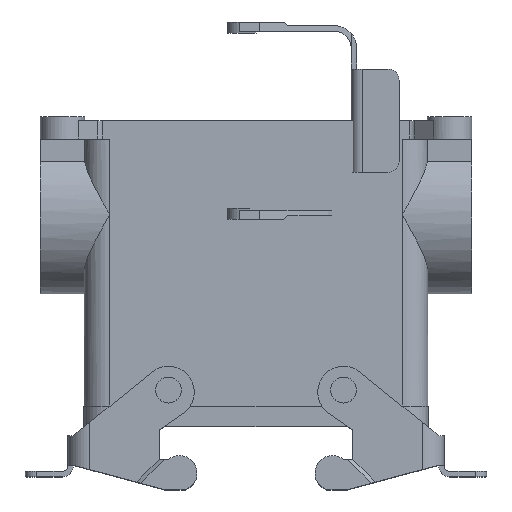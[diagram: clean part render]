
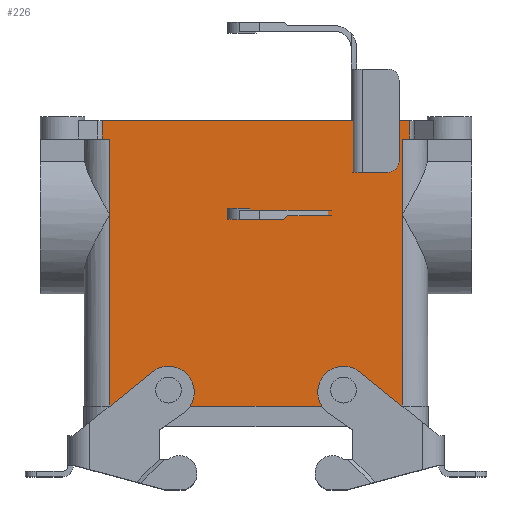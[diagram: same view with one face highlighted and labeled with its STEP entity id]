
A CAD part, top view. The second image highlights one B-rep face of the part: STEP entity #226.
In plain terms, the highlighted planar face has unit normal (0, 0, 1).
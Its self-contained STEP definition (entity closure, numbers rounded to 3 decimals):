
#226 = ADVANCED_FACE( '', ( #619, #620, #621 ), #622, .F. );
#619 = FACE_BOUND( '', #1244, .T. );
#620 = FACE_OUTER_BOUND( '', #1245, .T. );
#621 = FACE_BOUND( '', #1246, .T. );
#622 = PLANE( '', #1247 );
#1244 = EDGE_LOOP( '', ( #1861 ) );
#1245 = EDGE_LOOP( '', ( #1862, #1863, #1864, #1865, #1866, #1867, #1868, #1869, #1870, #1871 ) );
#1246 = EDGE_LOOP( '', ( #1872 ) );
#1247 = AXIS2_PLACEMENT_3D( '', #1873, #1874, #1875 );
#1861 = ORIENTED_EDGE( '', *, *, #3487, .F. );
#1862 = ORIENTED_EDGE( '', *, *, #3488, .T. );
#1863 = ORIENTED_EDGE( '', *, *, #3489, .T. );
#1864 = ORIENTED_EDGE( '', *, *, #3490, .F. );
#1865 = ORIENTED_EDGE( '', *, *, #3491, .T. );
#1866 = ORIENTED_EDGE( '', *, *, #3492, .T. );
#1867 = ORIENTED_EDGE( '', *, *, #3493, .F. );
#1868 = ORIENTED_EDGE( '', *, *, #3494, .F. );
#1869 = ORIENTED_EDGE( '', *, *, #3495, .F. );
#1870 = ORIENTED_EDGE( '', *, *, #3496, .F. );
#1871 = ORIENTED_EDGE( '', *, *, #3497, .T. );
#1872 = ORIENTED_EDGE( '', *, *, #3498, .F. );
#1873 = CARTESIAN_POINT( '', ( 42.515, -5., 21.5 ) );
#1874 = DIRECTION( '', ( 0., 0., -1. ) );
#1875 = DIRECTION( '', ( -1., 0., 0. ) );
#3487 = EDGE_CURVE( '', #4116, #4116, #4117, .F. );
#3488 = EDGE_CURVE( '', #4118, #4119, #4120, .T. );
#3489 = EDGE_CURVE( '', #4119, #4121, #4122, .F. );
#3490 = EDGE_CURVE( '', #4123, #4121, #4124, .T. );
#3491 = EDGE_CURVE( '', #4123, #4125, #4126, .T. );
#3492 = EDGE_CURVE( '', #4125, #4127, #4128, .T. );
#3493 = EDGE_CURVE( '', #4129, #4127, #4130, .T. );
#3494 = EDGE_CURVE( '', #4131, #4129, #4132, .T. );
#3495 = EDGE_CURVE( '', #4133, #4131, #4134, .T. );
#3496 = EDGE_CURVE( '', #4135, #4133, #4136, .T. );
#3497 = EDGE_CURVE( '', #4135, #4118, #4137, .T. );
#3498 = EDGE_CURVE( '', #4138, #4138, #4139, .F. );
#4116 = VERTEX_POINT( '', #5051 );
#4117 = CIRCLE( '', #5052, 2.45 );
#4118 = VERTEX_POINT( '', #5053 );
#4119 = VERTEX_POINT( '', #5054 );
#4120 = LINE( '', #5055, #5056 );
#4121 = VERTEX_POINT( '', #5057 );
#4122 = LINE( '', #5058, #5059 );
#4123 = VERTEX_POINT( '', #5060 );
#4124 = LINE( '', #5061, #5062 );
#4125 = VERTEX_POINT( '', #5063 );
#4126 = LINE( '', #5064, #5065 );
#4127 = VERTEX_POINT( '', #5066 );
#4128 = LINE( '', #5067, #5068 );
#4129 = VERTEX_POINT( '', #5069 );
#4130 = LINE( '', #5070, #5071 );
#4131 = VERTEX_POINT( '', #5072 );
#4132 = LINE( '', #5073, #5074 );
#4133 = VERTEX_POINT( '', #5075 );
#4134 = LINE( '', #5076, #5077 );
#4135 = VERTEX_POINT( '', #5078 );
#4136 = LINE( '', #5079, #5080 );
#4137 = LINE( '', #5081, #5082 );
#4138 = VERTEX_POINT( '', #5083 );
#4139 = CIRCLE( '', #5084, 2.45 );
#5051 = CARTESIAN_POINT( '', ( 21.3, -73.1, 21.5 ) );
#5052 = AXIS2_PLACEMENT_3D( '', #6526, #6527, #6528 );
#5053 = CARTESIAN_POINT( '', ( 41.686, 0., 21.5 ) );
#5054 = CARTESIAN_POINT( '', ( -41.686, 0., 21.5 ) );
#5055 = CARTESIAN_POINT( '', ( 42.515, 0., 21.5 ) );
#5056 = VECTOR( '', #6529, 1000. );
#5057 = CARTESIAN_POINT( '', ( -41.686, -5., 21.5 ) );
#5058 = CARTESIAN_POINT( '', ( -41.686, -5., 21.5 ) );
#5059 = VECTOR( '', #6530, 1000. );
#5060 = CARTESIAN_POINT( '', ( -39.65, -5., 21.5 ) );
#5061 = CARTESIAN_POINT( '', ( 42.515, -5., 21.5 ) );
#5062 = VECTOR( '', #6531, 1000. );
#5063 = CARTESIAN_POINT( '', ( -39.65, -25.5, 21.5 ) );
#5064 = CARTESIAN_POINT( '', ( -39.65, 74.914, 21.5 ) );
#5065 = VECTOR( '', #6532, 1000. );
#5066 = CARTESIAN_POINT( '', ( -39.65, -77.4, 21.5 ) );
#5067 = CARTESIAN_POINT( '', ( -39.65, 74.914, 21.5 ) );
#5068 = VECTOR( '', #6533, 1000. );
#5069 = CARTESIAN_POINT( '', ( 39.65, -77.4, 21.5 ) );
#5070 = CARTESIAN_POINT( '', ( -39.65, -77.4, 21.5 ) );
#5071 = VECTOR( '', #6534, 1000. );
#5072 = CARTESIAN_POINT( '', ( 39.65, -25.5, 21.5 ) );
#5073 = CARTESIAN_POINT( '', ( 39.65, 74.914, 21.5 ) );
#5074 = VECTOR( '', #6535, 1000. );
#5075 = CARTESIAN_POINT( '', ( 39.65, -5., 21.5 ) );
#5076 = CARTESIAN_POINT( '', ( 39.65, 74.914, 21.5 ) );
#5077 = VECTOR( '', #6536, 1000. );
#5078 = CARTESIAN_POINT( '', ( 41.686, -5., 21.5 ) );
#5079 = CARTESIAN_POINT( '', ( 42.515, -5., 21.5 ) );
#5080 = VECTOR( '', #6537, 1000. );
#5081 = CARTESIAN_POINT( '', ( 41.686, 0., 21.5 ) );
#5082 = VECTOR( '', #6538, 1000. );
#5083 = CARTESIAN_POINT( '', ( -26.2, -73.1, 21.5 ) );
#5084 = AXIS2_PLACEMENT_3D( '', #6539, #6540, #6541 );
#6526 = CARTESIAN_POINT( '', ( 23.75, -73.1, 21.5 ) );
#6527 = DIRECTION( '', ( 0., 0., -1. ) );
#6528 = DIRECTION( '', ( -1., 0., 0. ) );
#6529 = DIRECTION( '', ( -1., 0., 0. ) );
#6530 = DIRECTION( '', ( 0., 1., 0. ) );
#6531 = DIRECTION( '', ( -1., 0., 0. ) );
#6532 = DIRECTION( '', ( 0., -1., 0. ) );
#6533 = DIRECTION( '', ( 0., -1., 0. ) );
#6534 = DIRECTION( '', ( -1., 0., 0. ) );
#6535 = DIRECTION( '', ( 0., -1., 0. ) );
#6536 = DIRECTION( '', ( 0., -1., 0. ) );
#6537 = DIRECTION( '', ( -1., 0., 0. ) );
#6538 = DIRECTION( '', ( 0., 1., 0. ) );
#6539 = CARTESIAN_POINT( '', ( -23.75, -73.1, 21.5 ) );
#6540 = DIRECTION( '', ( 0., 0., -1. ) );
#6541 = DIRECTION( '', ( -1., 0., 0. ) );
